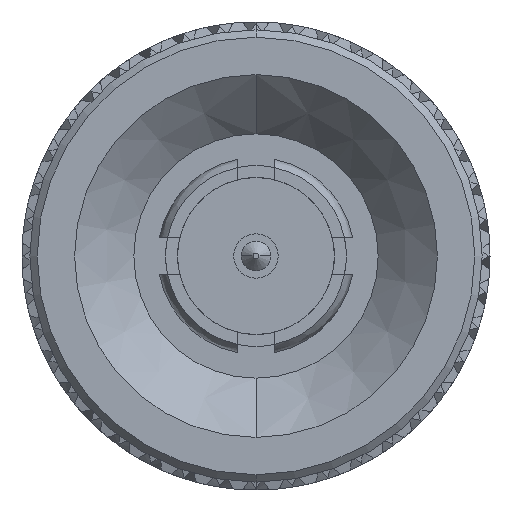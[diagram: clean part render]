
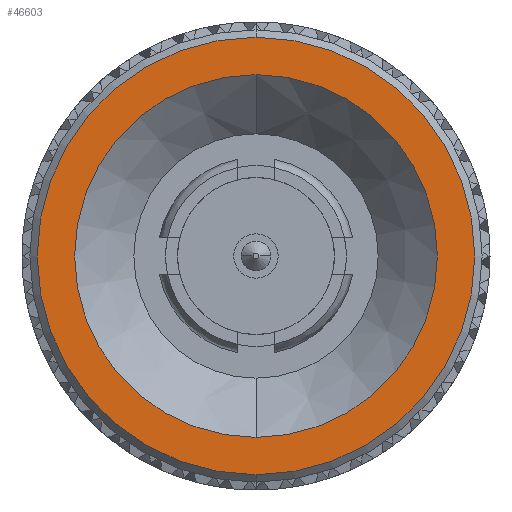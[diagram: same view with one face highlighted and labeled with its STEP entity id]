
A CAD part, left-side view. The second image highlights one B-rep face of the part: STEP entity #46603.
In plain terms, the highlighted planar face has unit normal (-1, 0, 0).
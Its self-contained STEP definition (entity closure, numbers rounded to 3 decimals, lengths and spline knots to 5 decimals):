
#767 = ORIENTED_EDGE ( 'NONE', *, *, #59129, .F. ) ;
#965 = EDGE_LOOP ( 'NONE', ( #7362, #32605 ) ) ;
#1199 = CARTESIAN_POINT ( 'NONE',  ( -0.62963, -0.00002, 0. ) ) ;
#3557 = CARTESIAN_POINT ( 'NONE',  ( -0.62963, -0.00002, 0.14775 ) ) ;
#5433 = DIRECTION ( 'NONE',  ( 1., 0., 0. ) ) ;
#7194 = CIRCLE ( 'NONE', #15204, 0.1225 ) ;
#7362 = ORIENTED_EDGE ( 'NONE', *, *, #39504, .F. ) ;
#10112 = DIRECTION ( 'NONE',  ( 0., 0., 1. ) ) ;
#12972 = AXIS2_PLACEMENT_3D ( 'NONE', #15818, #5433, #65553 ) ;
#13479 = DIRECTION ( 'NONE',  ( 0., 0., -1. ) ) ;
#15123 = EDGE_CURVE ( 'NONE', #31707, #39476, #7194, .T. ) ;
#15204 = AXIS2_PLACEMENT_3D ( 'NONE', #37252, #59139, #10112 ) ;
#15818 = CARTESIAN_POINT ( 'NONE',  ( -0.62963, -0.00002, 0. ) ) ;
#16781 = CARTESIAN_POINT ( 'NONE',  ( -0.62963, -0.00002, -0.14775 ) ) ;
#18880 = DIRECTION ( 'NONE',  ( 1., 0., 0. ) ) ;
#22123 = CIRCLE ( 'NONE', #12972, 0.14775 ) ;
#24143 = CIRCLE ( 'NONE', #61852, 0.1225 ) ;
#24219 = FACE_OUTER_BOUND ( 'NONE', #965, .T. ) ;
#24237 = CARTESIAN_POINT ( 'NONE',  ( -0.62963, -0.00002, 0. ) ) ;
#25759 = EDGE_LOOP ( 'NONE', ( #50664, #767 ) ) ;
#27228 = CARTESIAN_POINT ( 'NONE',  ( -0.62963, -0.00002, 0.1225 ) ) ;
#28682 = VERTEX_POINT ( 'NONE', #16781 ) ;
#31707 = VERTEX_POINT ( 'NONE', #27228 ) ;
#32605 = ORIENTED_EDGE ( 'NONE', *, *, #69166, .F. ) ;
#32660 = DIRECTION ( 'NONE',  ( -1., 0., 0. ) ) ;
#37252 = CARTESIAN_POINT ( 'NONE',  ( -0.62963, -0.00002, 0. ) ) ;
#38729 = DIRECTION ( 'NONE',  ( 0., 0., 1. ) ) ;
#39471 = CIRCLE ( 'NONE', #50950, 0.14775 ) ;
#39476 = VERTEX_POINT ( 'NONE', #54444 ) ;
#39504 = EDGE_CURVE ( 'NONE', #28682, #56046, #22123, .T. ) ;
#40698 = DIRECTION ( 'NONE',  ( 0., 0., -1. ) ) ;
#44514 = AXIS2_PLACEMENT_3D ( 'NONE', #62517, #57149, #13479 ) ;
#46400 = PLANE ( 'NONE',  #44514 ) ;
#46603 = ADVANCED_FACE ( 'NONE', ( #24219, #68924 ), #46400, .F. ) ;
#50664 = ORIENTED_EDGE ( 'NONE', *, *, #15123, .F. ) ;
#50950 = AXIS2_PLACEMENT_3D ( 'NONE', #24237, #18880, #40698 ) ;
#54444 = CARTESIAN_POINT ( 'NONE',  ( -0.62963, -0.00002, -0.1225 ) ) ;
#56046 = VERTEX_POINT ( 'NONE', #3557 ) ;
#57149 = DIRECTION ( 'NONE',  ( 1., 0., 0. ) ) ;
#59129 = EDGE_CURVE ( 'NONE', #39476, #31707, #24143, .T. ) ;
#59139 = DIRECTION ( 'NONE',  ( -1., 0., 0. ) ) ;
#61852 = AXIS2_PLACEMENT_3D ( 'NONE', #1199, #32660, #38729 ) ;
#62517 = CARTESIAN_POINT ( 'NONE',  ( -0.62963, 0., 0. ) ) ;
#65553 = DIRECTION ( 'NONE',  ( 0., 0., -1. ) ) ;
#68924 = FACE_BOUND ( 'NONE', #25759, .T. ) ;
#69166 = EDGE_CURVE ( 'NONE', #56046, #28682, #39471, .T. ) ;
